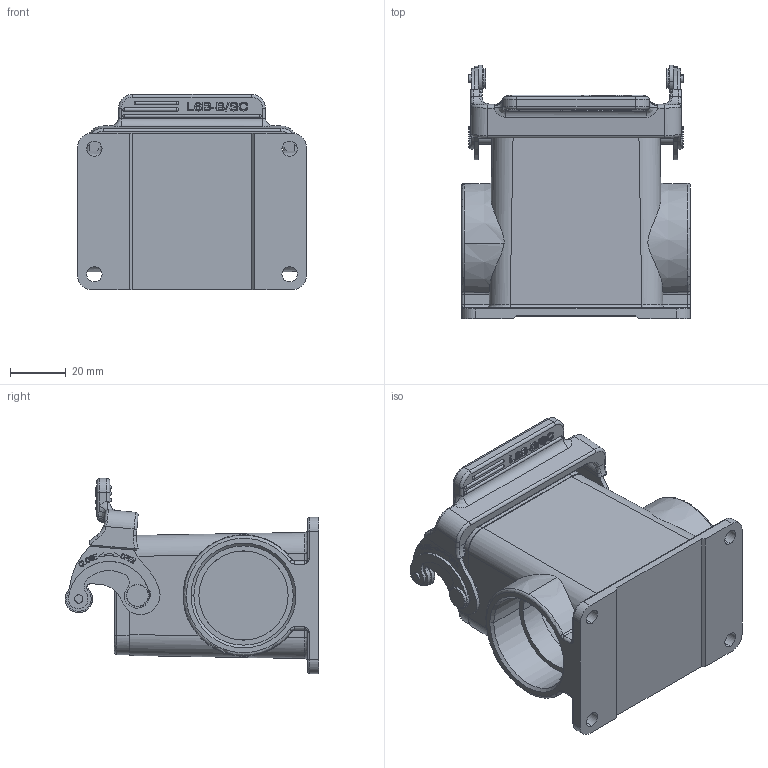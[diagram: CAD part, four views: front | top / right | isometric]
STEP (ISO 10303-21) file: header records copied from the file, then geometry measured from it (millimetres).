
FILE_DESCRIPTION((''),'2;1');
FILE_NAME('PRT0353_1','2017-09-25T',('dm.li'),(''),'PRO/ENGINEER BY PARAMETRIC TECHNOLOGY CORPORATION, 2012480','PRO/ENGINEER BY PARAMETRIC TECHNOLOGY CORPORATION, 2012480','');
FILE_SCHEMA(('AUTOMOTIVE_DESIGN { 1 0 10303 214 1 1 1 1 }'));
Length unit declared in the file: millimetre
Products named in the file (1): PRT0353_1
Bounding box: 82 x 90.94 x 69.97 mm (x, y, z)
Volume: 117369 mm3; surface area: 45881.6 mm2
Topology: 1 solids, 12 shells, 1041 faces, 2799 edges, 1843 vertices
Faces by surface type: plane 426, extrusion 257, cylinder 224, bspline 52, torus 42, cone 26, sphere 14
Entity records: 40896 total; most frequent: CARTESIAN_POINT 12689, ORIENTED_EDGE 5562, DIRECTION 4321, EDGE_CURVE 2781, VERTEX_POINT 1843, VECTOR 1685, LINE 1428, AXIS2_PLACEMENT_3D 1318
